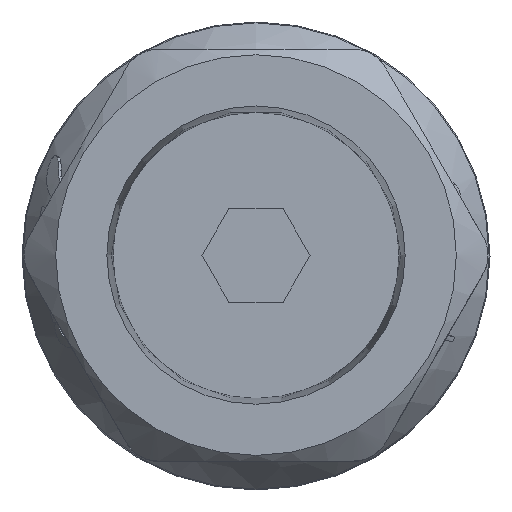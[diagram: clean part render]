
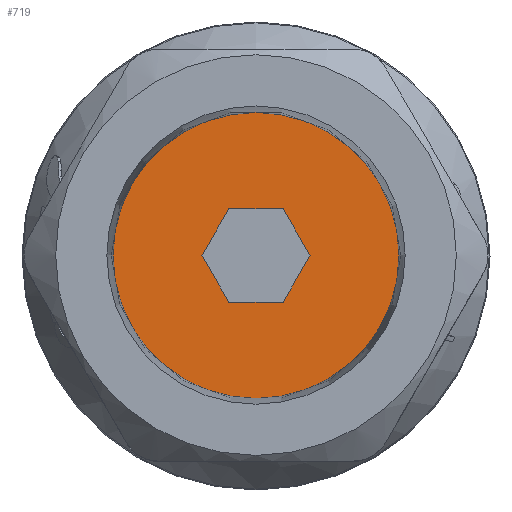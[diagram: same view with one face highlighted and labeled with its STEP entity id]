
A CAD part, top view. The second image highlights one B-rep face of the part: STEP entity #719.
In plain terms, the highlighted planar face has unit normal (0, 0, 1).
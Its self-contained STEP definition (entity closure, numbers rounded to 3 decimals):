
#719 = ADVANCED_FACE( '', ( #1484, #1485 ), #1486, .F. );
#1484 = FACE_BOUND( '', #3746, .T. );
#1485 = FACE_OUTER_BOUND( '', #3747, .T. );
#1486 = PLANE( '', #3748 );
#3746 = EDGE_LOOP( '', ( #5628, #5629, #5630, #5631, #5632, #5633 ) );
#3747 = EDGE_LOOP( '', ( #5634 ) );
#3748 = AXIS2_PLACEMENT_3D( '', #5635, #5636, #5637 );
#5628 = ORIENTED_EDGE( '', *, *, #6571, .T. );
#5629 = ORIENTED_EDGE( '', *, *, #6080, .T. );
#5630 = ORIENTED_EDGE( '', *, *, #6293, .T. );
#5631 = ORIENTED_EDGE( '', *, *, #6753, .T. );
#5632 = ORIENTED_EDGE( '', *, *, #6340, .T. );
#5633 = ORIENTED_EDGE( '', *, *, #6265, .T. );
#5634 = ORIENTED_EDGE( '', *, *, #6754, .T. );
#5635 = CARTESIAN_POINT( '', ( 0., 0., 12.57 ) );
#5636 = DIRECTION( '', ( 0., 0., -1. ) );
#5637 = DIRECTION( '', ( -1., 0., 0. ) );
#6080 = EDGE_CURVE( '', #7073, #7078, #7080, .T. );
#6265 = EDGE_CURVE( '', #7379, #7384, #7386, .T. );
#6293 = EDGE_CURVE( '', #7078, #7426, #7428, .T. );
#6340 = EDGE_CURVE( '', #7498, #7379, #7502, .T. );
#6571 = EDGE_CURVE( '', #7384, #7073, #7839, .T. );
#6753 = EDGE_CURVE( '', #7426, #7498, #8062, .T. );
#6754 = EDGE_CURVE( '', #8063, #8063, #8064, .T. );
#7073 = VERTEX_POINT( '', #8937 );
#7078 = VERTEX_POINT( '', #8954 );
#7080 = LINE( '', #8957, #8958 );
#7379 = VERTEX_POINT( '', #9821 );
#7384 = VERTEX_POINT( '', #9838 );
#7386 = LINE( '', #9841, #9842 );
#7426 = VERTEX_POINT( '', #9940 );
#7428 = LINE( '', #9943, #9944 );
#7498 = VERTEX_POINT( '', #10079 );
#7502 = LINE( '', #10095, #10096 );
#7839 = LINE( '', #10943, #10944 );
#8062 = LINE( '', #11598, #11599 );
#8063 = VERTEX_POINT( '', #11600 );
#8064 = CIRCLE( '', #11601, 7.64 );
#8937 = CARTESIAN_POINT( '', ( -1.443, 2.5, 12.57 ) );
#8954 = CARTESIAN_POINT( '', ( 1.443, 2.5, 12.57 ) );
#8957 = CARTESIAN_POINT( '', ( 0., 2.5, 12.57 ) );
#8958 = VECTOR( '', #11826, 1000. );
#9821 = CARTESIAN_POINT( '', ( -1.443, -2.5, 12.57 ) );
#9838 = CARTESIAN_POINT( '', ( -2.887, 0., 12.57 ) );
#9841 = CARTESIAN_POINT( '', ( -2.165, -1.25, 12.57 ) );
#9842 = VECTOR( '', #11862, 1000. );
#9940 = CARTESIAN_POINT( '', ( 2.887, 0., 12.57 ) );
#9943 = CARTESIAN_POINT( '', ( 2.165, 1.25, 12.57 ) );
#9944 = VECTOR( '', #11870, 1000. );
#10079 = CARTESIAN_POINT( '', ( 1.443, -2.5, 12.57 ) );
#10095 = CARTESIAN_POINT( '', ( 0., -2.5, 12.57 ) );
#10096 = VECTOR( '', #11884, 1000. );
#10943 = CARTESIAN_POINT( '', ( -2.165, 1.25, 12.57 ) );
#10944 = VECTOR( '', #11948, 1000. );
#11598 = CARTESIAN_POINT( '', ( 2.165, -1.25, 12.57 ) );
#11599 = VECTOR( '', #11974, 1000. );
#11600 = CARTESIAN_POINT( '', ( 0., -7.64, 12.57 ) );
#11601 = AXIS2_PLACEMENT_3D( '', #11975, #11976, #11977 );
#11826 = DIRECTION( '', ( 1., 0., 0. ) );
#11862 = DIRECTION( '', ( -0.5, 0.866, 0. ) );
#11870 = DIRECTION( '', ( 0.5, -0.866, 0. ) );
#11884 = DIRECTION( '', ( -1., 0., 0. ) );
#11948 = DIRECTION( '', ( 0.5, 0.866, 0. ) );
#11974 = DIRECTION( '', ( -0.5, -0.866, 0. ) );
#11975 = CARTESIAN_POINT( '', ( 0., 0., 12.57 ) );
#11976 = DIRECTION( '', ( 0., 0., 1. ) );
#11977 = DIRECTION( '', ( 0., -1., 0. ) );
